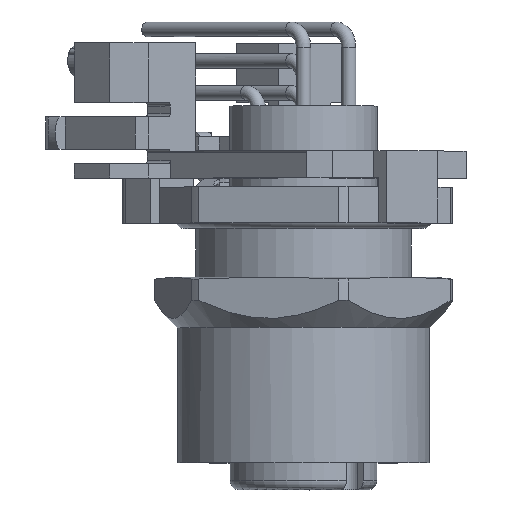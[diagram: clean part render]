
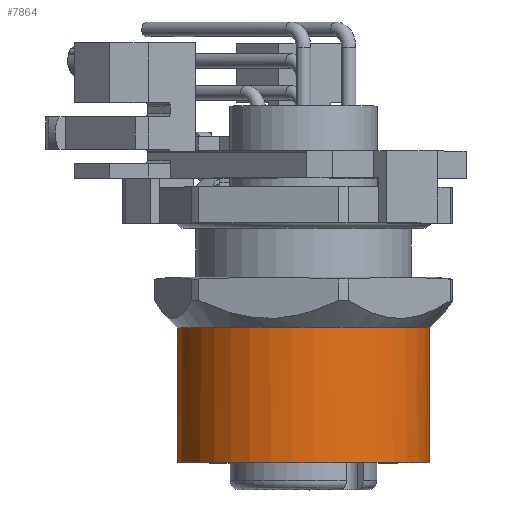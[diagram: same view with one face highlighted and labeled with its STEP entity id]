
A CAD part, top view. The second image highlights one B-rep face of the part: STEP entity #7864.
In plain terms, the highlighted cylindrical face has radius 7 mm (diameter 14 mm), a full revolution.
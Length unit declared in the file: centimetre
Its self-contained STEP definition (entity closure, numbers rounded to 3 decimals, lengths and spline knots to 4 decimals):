
#1549=CYLINDRICAL_SURFACE('',#8418,0.7);
#1905=FACE_BOUND('',#2594,.T.);
#2102=FACE_OUTER_BOUND('',#2593,.T.);
#2593=EDGE_LOOP('',(#5628));
#2594=EDGE_LOOP('',(#5629));
#3130=CIRCLE('',#8419,0.7);
#3131=CIRCLE('',#8420,0.7);
#3529=VERTEX_POINT('',#11916);
#3530=VERTEX_POINT('',#11918);
#4336=EDGE_CURVE('',#3529,#3529,#3130,.T.);
#4337=EDGE_CURVE('',#3530,#3530,#3131,.T.);
#5628=ORIENTED_EDGE('',*,*,#4336,.F.);
#5629=ORIENTED_EDGE('',*,*,#4337,.T.);
#7864=ADVANCED_FACE('',(#2102,#1905),#1549,.T.);
#8418=AXIS2_PLACEMENT_3D('',#11915,#9491,#9492);
#8419=AXIS2_PLACEMENT_3D('',#11917,#9493,#9494);
#8420=AXIS2_PLACEMENT_3D('',#11919,#9495,#9496);
#9491=DIRECTION('center_axis',(0.,-1.,0.));
#9492=DIRECTION('ref_axis',(-0.707,0.,0.707));
#9493=DIRECTION('center_axis',(0.,-1.,0.));
#9494=DIRECTION('ref_axis',(-0.707,0.,0.707));
#9495=DIRECTION('center_axis',(0.,-1.,0.));
#9496=DIRECTION('ref_axis',(-0.707,0.,0.707));
#11915=CARTESIAN_POINT('Origin',(0.,0.995,
0.));
#11916=CARTESIAN_POINT('',(-0.495,0.62,0.495));
#11917=CARTESIAN_POINT('Origin',(0.,0.62,
0.));
#11918=CARTESIAN_POINT('',(-0.495,1.37,0.495));
#11919=CARTESIAN_POINT('Origin',(0.,1.37,0.));
